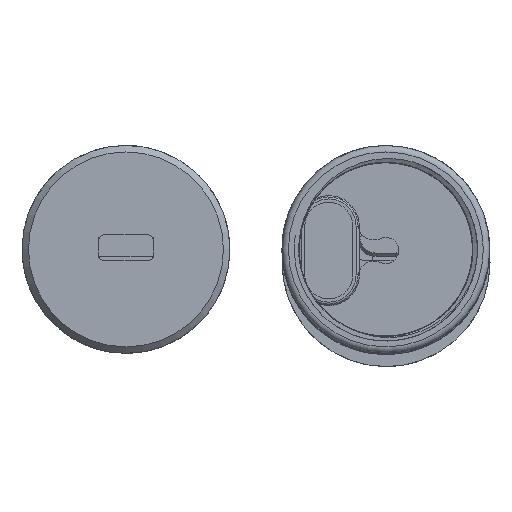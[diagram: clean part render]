
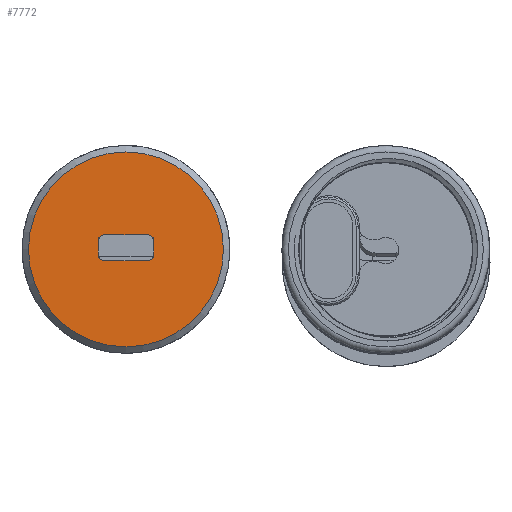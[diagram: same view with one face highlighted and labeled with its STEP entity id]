
A CAD part, left-side view. The second image highlights one B-rep face of the part: STEP entity #7772.
In plain terms, the highlighted planar face has unit normal (-1, 0, 0).
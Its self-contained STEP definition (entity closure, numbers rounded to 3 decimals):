
#276=FACE_BOUND('',#1432,.T.);
#464=PLANE('',#8622);
#925=FACE_OUTER_BOUND('',#1431,.T.);
#1431=EDGE_LOOP('',(#7042));
#1432=EDGE_LOOP('',(#7043,#7044,#7045,#7046,#7047,#7048,#7049,#7050));
#1762=CIRCLE('',#8579,1.);
#1764=CIRCLE('',#8583,1.);
#1766=CIRCLE('',#8586,1.);
#1769=CIRCLE('',#8591,1.);
#1776=CIRCLE('',#8623,15.);
#2494=LINE('',#28177,#3029);
#2501=LINE('',#28202,#3036);
#2510=LINE('',#28223,#3045);
#2513=LINE('',#28227,#3048);
#3029=VECTOR('',#10327,10.);
#3036=VECTOR('',#10350,10.);
#3045=VECTOR('',#10369,10.);
#3048=VECTOR('',#10374,10.);
#3768=VERTEX_POINT('',#28170);
#3769=VERTEX_POINT('',#28172);
#3770=VERTEX_POINT('',#28176);
#3773=VERTEX_POINT('',#28184);
#3776=VERTEX_POINT('',#28192);
#3777=VERTEX_POINT('',#28193);
#3780=VERTEX_POINT('',#28201);
#3783=VERTEX_POINT('',#28209);
#3819=VERTEX_POINT('',#28422);
#4824=EDGE_CURVE('',#3768,#3769,#1762,.T.);
#4826=EDGE_CURVE('',#3769,#3770,#2494,.T.);
#4830=EDGE_CURVE('',#3770,#3773,#1764,.T.);
#4834=EDGE_CURVE('',#3776,#3777,#1766,.T.);
#4838=EDGE_CURVE('',#3780,#3777,#2501,.T.);
#4842=EDGE_CURVE('',#3780,#3783,#1769,.T.);
#4849=EDGE_CURVE('',#3776,#3773,#2510,.T.);
#4852=EDGE_CURVE('',#3768,#3783,#2513,.T.);
#4912=EDGE_CURVE('',#3819,#3819,#1776,.T.);
#7042=ORIENTED_EDGE('',*,*,#4912,.F.);
#7043=ORIENTED_EDGE('',*,*,#4849,.T.);
#7044=ORIENTED_EDGE('',*,*,#4830,.F.);
#7045=ORIENTED_EDGE('',*,*,#4826,.F.);
#7046=ORIENTED_EDGE('',*,*,#4824,.F.);
#7047=ORIENTED_EDGE('',*,*,#4852,.T.);
#7048=ORIENTED_EDGE('',*,*,#4842,.F.);
#7049=ORIENTED_EDGE('',*,*,#4838,.T.);
#7050=ORIENTED_EDGE('',*,*,#4834,.F.);
#7772=ADVANCED_FACE('',(#925,#276),#464,.T.);
#8579=AXIS2_PLACEMENT_3D('',#28173,#10322,#10323);
#8583=AXIS2_PLACEMENT_3D('',#28185,#10334,#10335);
#8586=AXIS2_PLACEMENT_3D('',#28194,#10342,#10343);
#8591=AXIS2_PLACEMENT_3D('',#28210,#10357,#10358);
#8622=AXIS2_PLACEMENT_3D('',#28421,#10473,#10474);
#8623=AXIS2_PLACEMENT_3D('',#28423,#10475,#10476);
#10322=DIRECTION('center_axis',(-1.,0.,0.));
#10323=DIRECTION('ref_axis',(0.,0.707,-0.707));
#10327=DIRECTION('',(0.,-1.,0.));
#10334=DIRECTION('center_axis',(-1.,0.,0.));
#10335=DIRECTION('ref_axis',(0.,-0.707,-0.707));
#10342=DIRECTION('center_axis',(-1.,0.,0.));
#10343=DIRECTION('ref_axis',(0.,-0.707,0.707));
#10350=DIRECTION('',(0.,-1.,0.));
#10357=DIRECTION('center_axis',(-1.,0.,0.));
#10358=DIRECTION('ref_axis',(0.,0.707,0.707));
#10369=DIRECTION('',(0.,0.,-1.));
#10374=DIRECTION('',(0.,0.,1.));
#10473=DIRECTION('center_axis',(-1.,0.,0.));
#10474=DIRECTION('ref_axis',(0.,0.,1.));
#10475=DIRECTION('center_axis',(1.,0.,0.));
#10476=DIRECTION('ref_axis',(0.,-1.,0.));
#28170=CARTESIAN_POINT('',(-18.65,8.602,-4.363));
#28172=CARTESIAN_POINT('',(-18.65,7.602,-5.363));
#28173=CARTESIAN_POINT('Origin',(-18.65,7.602,-4.363));
#28176=CARTESIAN_POINT('',(-18.65,1.002,-5.363));
#28177=CARTESIAN_POINT('',(-18.65,8.602,-5.363));
#28184=CARTESIAN_POINT('',(-18.65,0.002,-4.363));
#28185=CARTESIAN_POINT('Origin',(-18.65,1.002,-4.363));
#28192=CARTESIAN_POINT('',(-18.65,0.002,-2.363));
#28193=CARTESIAN_POINT('',(-18.65,1.002,-1.363));
#28194=CARTESIAN_POINT('Origin',(-18.65,1.002,-2.363));
#28201=CARTESIAN_POINT('',(-18.65,7.602,-1.363));
#28202=CARTESIAN_POINT('',(-18.65,0.002,-1.363));
#28209=CARTESIAN_POINT('',(-18.65,8.602,-2.363));
#28210=CARTESIAN_POINT('Origin',(-18.65,7.602,-2.363));
#28223=CARTESIAN_POINT('',(-18.65,0.002,-5.863));
#28227=CARTESIAN_POINT('',(-18.65,8.602,-1.363));
#28421=CARTESIAN_POINT('Origin',(-18.65,4.318,-3.612));
#28422=CARTESIAN_POINT('',(-18.65,19.314,-3.624));
#28423=CARTESIAN_POINT('Origin',(-18.65,4.314,-3.624));
